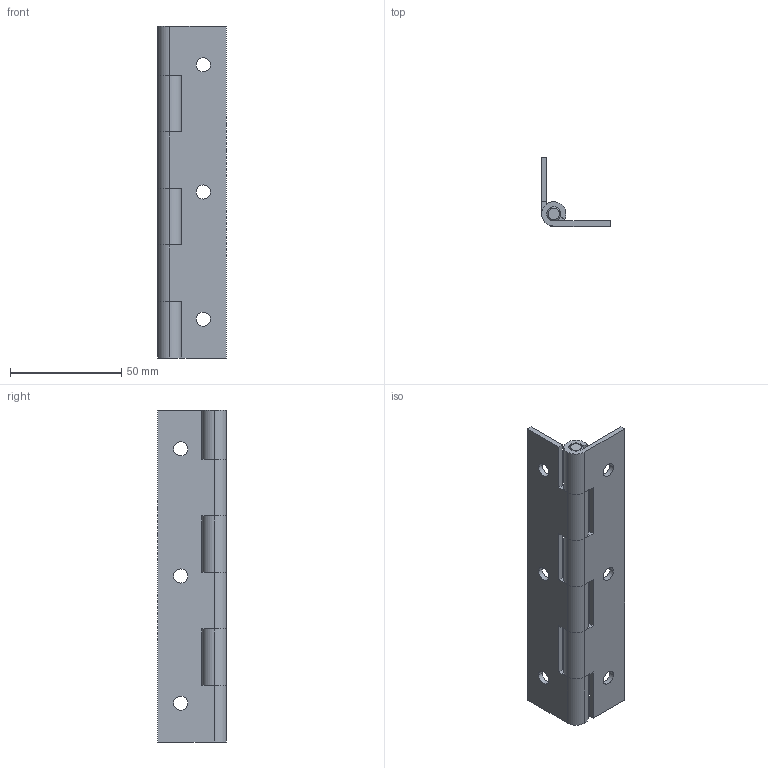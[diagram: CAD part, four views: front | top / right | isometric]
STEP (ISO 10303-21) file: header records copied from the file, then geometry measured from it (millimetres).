
FILE_DESCRIPTION (( 'STEP AP214' ), '1' );
FILE_NAME ('Piano Hinge (1581A562).step', '2023-01-06T00:24:30', ( '' ), ( '' ), 'SwSTEP 2.0', 'SolidWorks 2019', '' );
FILE_SCHEMA (( 'AUTOMOTIVE_DESIGN' ));
Length unit declared in the file: inch
Products named in the file (1): Piano Hinge (1581A562)
Bounding box: 30.86 x 30.86 x 149.22 mm (x, y, z)
Volume: 27330.2 mm3; surface area: 25387.6 mm2
Topology: 3 solids, 3 shells, 88 faces, 242 edges, 160 vertices
Faces by surface type: cylinder 50, plane 34, cone 4
Entity records: 2924 total; most frequent: DIRECTION 524, CARTESIAN_POINT 491, ORIENTED_EDGE 484, EDGE_CURVE 242, AXIS2_PLACEMENT_3D 193, VERTEX_POINT 160, LINE 138, VECTOR 138
